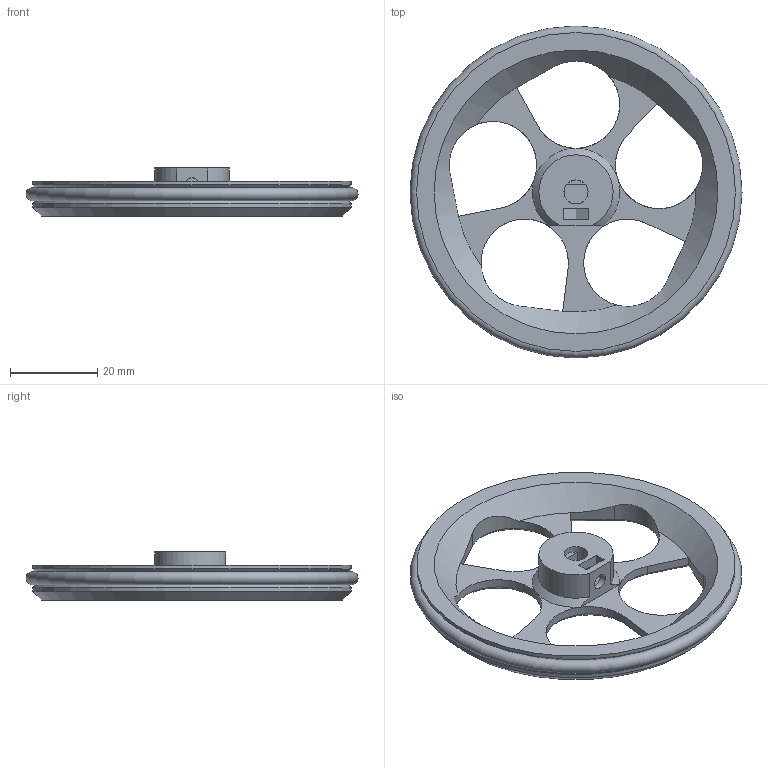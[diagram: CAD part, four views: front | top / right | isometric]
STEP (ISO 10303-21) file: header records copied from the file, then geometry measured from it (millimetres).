
FILE_DESCRIPTION(('FreeCAD Model'),'2;1');
FILE_NAME('wheel-left.step','2015-07-05T00:32:41',('FreeCAD'),('FreeCAD'), 'Open CASCADE STEP processor 6.5','FreeCAD','Unknown');
FILE_SCHEMA(('AUTOMOTIVE_DESIGN_CC2 { 1 2 10303 214 -1 1 5 4 }'));
Length unit declared in the file: millimetre
Products named in the file (2): wheel-left; oring-left
Bounding box: 76 x 76 x 11 mm (x, y, z)
Volume: 15675.5 mm3; surface area: 11023.4 mm2
Topology: 2 solids, 2 shells, 63 faces, 162 edges, 99 vertices
Faces by surface type: plane 41, cylinder 11, cone 10, torus 1
Full cylindrical faces by diameter (mm): 3.5 x2, 5.5 x1, 73 x2
Entity records: 5454 total; most frequent: CARTESIAN_POINT 2210, DIRECTION 608, LINE 343, VECTOR 343, ORIENTED_EDGE 320, PCURVE 320, DEFINITIONAL_REPRESENTATION 320, EDGE_CURVE 160
